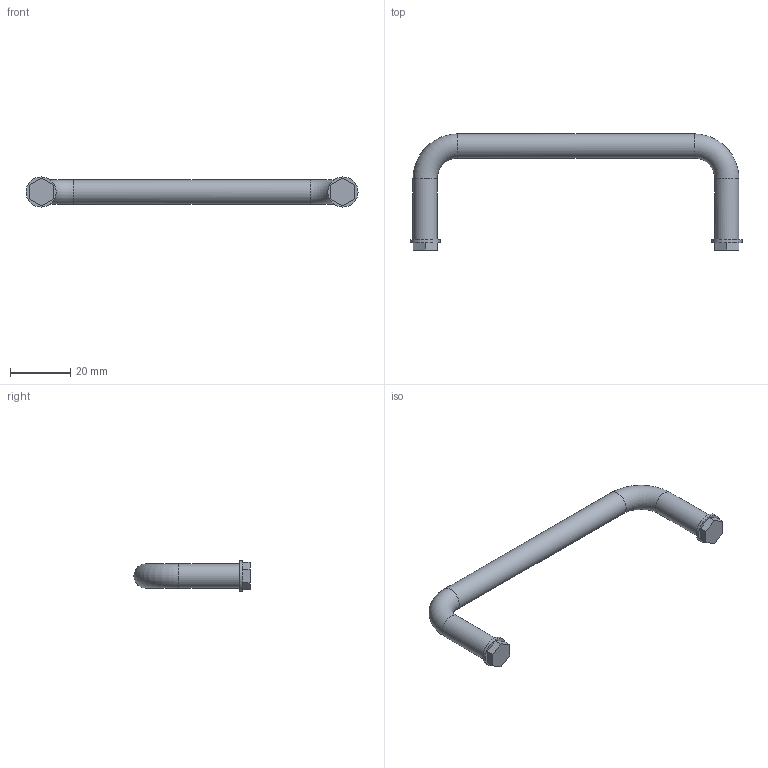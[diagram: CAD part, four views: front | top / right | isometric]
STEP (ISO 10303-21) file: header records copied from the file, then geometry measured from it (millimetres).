
FILE_DESCRIPTION( ( 'STEP AP214' ), '1' );
FILE_NAME( 'K0206.10001.stp', '2020-11-26T12:01:18', ( '' ), ( '' ), ' ', 'PARTsolutions', ' ' );
FILE_SCHEMA( ( 'AUTOMOTIVE_DESIGN { 1 0 10303 214 1 1 1 1 }' ) );
Length unit declared in the file: millimetre
Products named in the file (1): _K0206.10001
Bounding box: 110 x 38.49 x 10 mm (x, y, z)
Volume: 8014.2 mm3; surface area: 4464.7 mm2
Topology: 1 solids, 5 shells, 42 faces, 83 edges, 54 vertices
Faces by surface type: plane 25, cylinder 11, cone 4, torus 2
Full cylindrical faces by diameter (mm): 4.134 x2, 5 x2, 5.3 x2, 8 x2, 8.02 x1, 10 x2
Entity records: 1400 total; most frequent: CARTESIAN_POINT 254, DIRECTION 166, ORIENTED_EDGE 122, EDGE_LOOP 66, AXIS2_PLACEMENT_3D 65, EDGE_CURVE 61, FACE_OUTER_BOUND 55, VERTEX_POINT 51
